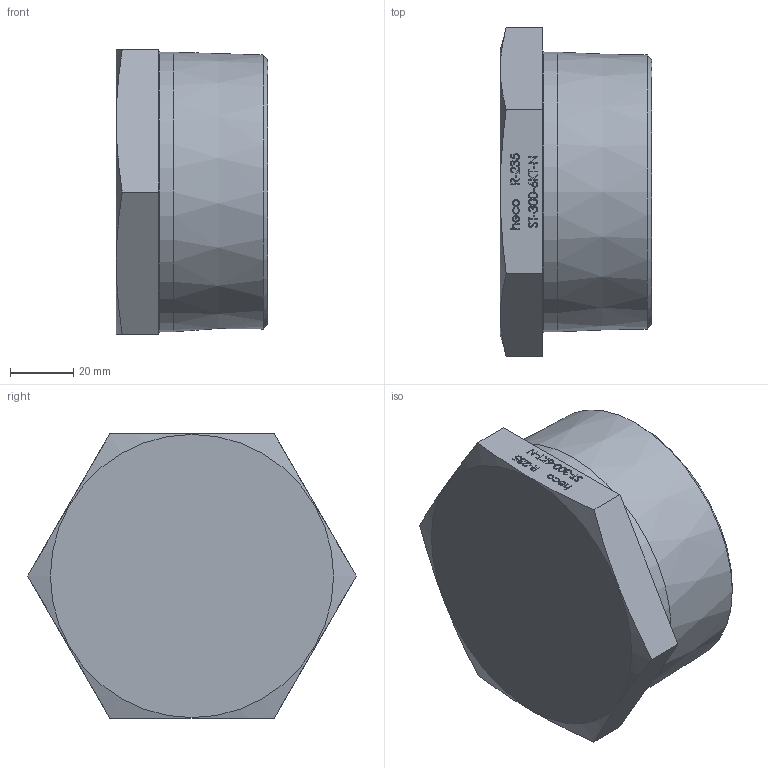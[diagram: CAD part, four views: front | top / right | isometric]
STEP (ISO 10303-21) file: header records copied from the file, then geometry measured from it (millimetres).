
FILE_DESCRIPTION (( 'STEP AP214' ), '1' );
FILE_NAME ('ST-300-6KT-N R-235 Stopfen 6KT kon 2011.STEP', '2020-11-17T09:48:32', ( '' ), ( '' ), 'SwSTEP 2.0', 'SolidWorks 2019', '' );
FILE_SCHEMA (( 'AUTOMOTIVE_DESIGN' ));
Length unit declared in the file: millimetre
Products named in the file (1): ST-300-6KT-N R-235 Stopfen 6KT kon 2011
Bounding box: 48 x 103.92 x 90.01 mm (x, y, z)
Volume: 302236.7 mm3; surface area: 27042.2 mm2
Topology: 1 solids, 1 shells, 265 faces, 702 edges, 467 vertices
Faces by surface type: plane 136, bspline 124, cone 3, cylinder 1, torus 1
Full cylindrical faces by diameter (mm): 88.459 x1
Entity records: 17556 total; most frequent: CARTESIAN_POINT 9131, ORIENTED_EDGE 1392, DIRECTION 732, EDGE_CURVE 696, VERTEX_POINT 466, VECTOR 436, LINE 436, EDGE_LOOP 298
